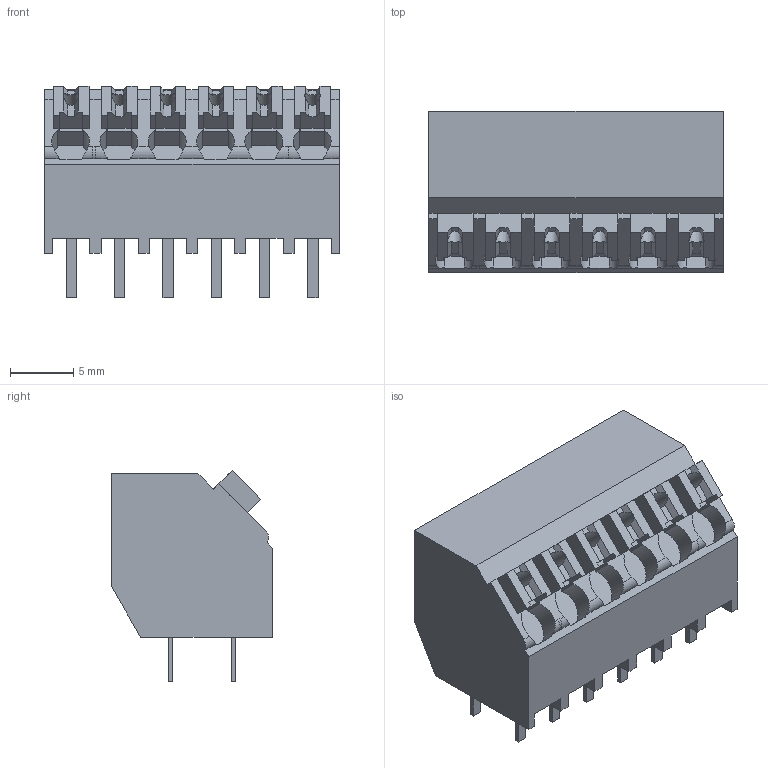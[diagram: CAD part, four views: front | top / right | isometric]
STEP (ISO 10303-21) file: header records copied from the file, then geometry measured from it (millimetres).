
FILE_DESCRIPTION(('CATIA V5 STEP Exchange','CAx-IF Rec.Pracs.--- Model Styling and Organization---1.2---2011-12-15'),'2;1');
FILE_NAME ('D1458608_0_1888390000_1888390000.stp','2018-03-20T11:37:47+00:00',('none'),('Weidmueller'),'CATIA Version 5-6 Release 2014','CATIA V5 STEP AP214','none');
FILE_SCHEMA(('AUTOMOTIVE_DESIGN { 1 0 10303 214 1 1 1 1 }'));
Length unit declared in the file: millimetre
Products named in the file (1): 1888390000
Bounding box: 23.25 x 12.7 x 16.66 mm (x, y, z)
Volume: 2672.6 mm3; surface area: 2636.1 mm2
Topology: 19 solids, 19 shells, 375 faces, 1063 edges, 726 vertices
Faces by surface type: plane 341, cylinder 34
Entity records: 11302 total; most frequent: CARTESIAN_POINT 2224, ORIENTED_EDGE 2126, DIRECTION 1427, EDGE_CURVE 1063, VECTOR 938, LINE 938, VERTEX_POINT 726, EDGE_LOOP 387
